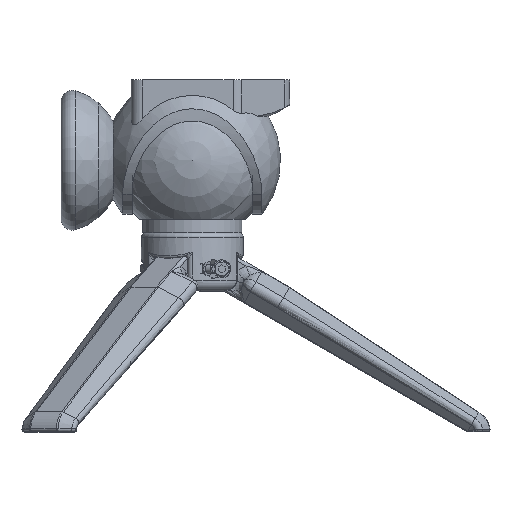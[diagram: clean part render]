
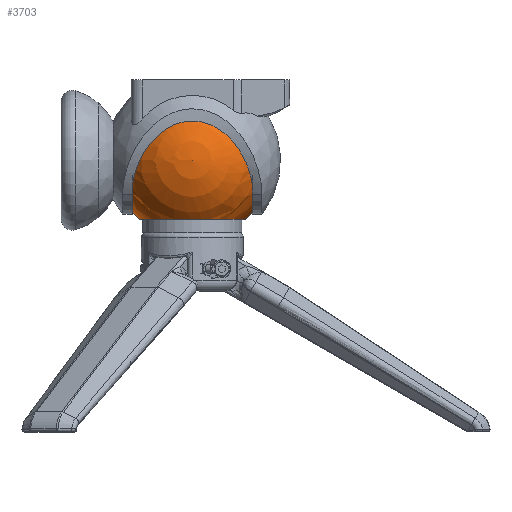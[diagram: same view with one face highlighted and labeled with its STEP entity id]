
A CAD part, top view. The second image highlights one B-rep face of the part: STEP entity #3703.
In plain terms, the highlighted spherical face has radius 35 mm.
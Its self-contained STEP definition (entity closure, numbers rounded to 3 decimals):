
#297=FACE_BOUND('',#1223,.T.);
#298=FACE_BOUND('',#1224,.T.);
#325=SPHERICAL_SURFACE('',#4019,35.);
#979=FACE_OUTER_BOUND('',#1222,.T.);
#1222=EDGE_LOOP('',(#2576,#2577,#2578,#2579,#2580,#2581));
#1223=EDGE_LOOP('',(#2582));
#1224=EDGE_LOOP('',(#2583));
#1494=CIRCLE('',#4020,22.864);
#1495=CIRCLE('',#4021,35.);
#1496=CIRCLE('',#4022,22.864);
#1497=CIRCLE('',#4023,35.);
#1498=CIRCLE('',#4024,22.864);
#1499=CIRCLE('',#4025,23.431);
#1653=VERTEX_POINT('',#5662);
#1654=VERTEX_POINT('',#5663);
#1655=VERTEX_POINT('',#5665);
#1656=VERTEX_POINT('',#5668);
#1657=VERTEX_POINT('',#5670);
#1658=VERTEX_POINT('',#5672);
#2002=EDGE_CURVE('',#1653,#1654,#1494,.T.);
#2003=EDGE_CURVE('',#1654,#1655,#1495,.T.);
#2004=EDGE_CURVE('',#1654,#1653,#1496,.T.);
#2005=EDGE_CURVE('',#1656,#1653,#1497,.T.);
#2006=EDGE_CURVE('',#1657,#1657,#1498,.T.);
#2007=EDGE_CURVE('',#1658,#1658,#1499,.T.);
#2576=ORIENTED_EDGE('',*,*,#2002,.T.);
#2577=ORIENTED_EDGE('',*,*,#2003,.T.);
#2578=ORIENTED_EDGE('',*,*,#2003,.F.);
#2579=ORIENTED_EDGE('',*,*,#2004,.T.);
#2580=ORIENTED_EDGE('',*,*,#2005,.F.);
#2581=ORIENTED_EDGE('',*,*,#2005,.T.);
#2582=ORIENTED_EDGE('',*,*,#2006,.T.);
#2583=ORIENTED_EDGE('',*,*,#2007,.T.);
#3703=ADVANCED_FACE('',(#979,#297,#298),#325,.T.);
#4019=AXIS2_PLACEMENT_3D('',#5661,#4488,#4489);
#4020=AXIS2_PLACEMENT_3D('',#5664,#4490,#4491);
#4021=AXIS2_PLACEMENT_3D('',#5666,#4492,#4493);
#4022=AXIS2_PLACEMENT_3D('',#5667,#4494,#4495);
#4023=AXIS2_PLACEMENT_3D('',#5669,#4496,#4497);
#4024=AXIS2_PLACEMENT_3D('',#5671,#4498,#4499);
#4025=AXIS2_PLACEMENT_3D('',#5673,#4500,#4501);
#4488=DIRECTION('center_axis',(0.,0.,1.));
#4489=DIRECTION('ref_axis',(1.,0.,0.));
#4490=DIRECTION('center_axis',(1.,0.,0.));
#4491=DIRECTION('ref_axis',(0.,0.,-1.));
#4492=DIRECTION('center_axis',(0.,-1.,0.));
#4493=DIRECTION('ref_axis',(-1.,0.,0.));
#4494=DIRECTION('center_axis',(1.,0.,0.));
#4495=DIRECTION('ref_axis',(0.,0.,-1.));
#4496=DIRECTION('center_axis',(0.,-1.,0.));
#4497=DIRECTION('ref_axis',(-1.,0.,0.));
#4498=DIRECTION('center_axis',(-1.,0.,0.));
#4499=DIRECTION('ref_axis',(0.,0.,1.));
#4500=DIRECTION('center_axis',(0.,1.,0.));
#4501=DIRECTION('ref_axis',(0.,0.,1.));
#5661=CARTESIAN_POINT('Origin',(0.,32.,0.));
#5662=CARTESIAN_POINT('',(-26.5,32.,22.864));
#5663=CARTESIAN_POINT('',(-26.5,32.,-22.864));
#5664=CARTESIAN_POINT('Origin',(-26.5,32.,0.));
#5665=CARTESIAN_POINT('',(0.,32.,-35.));
#5666=CARTESIAN_POINT('Origin',(0.,32.,0.));
#5667=CARTESIAN_POINT('Origin',(-26.5,32.,0.));
#5668=CARTESIAN_POINT('',(0.,32.,35.));
#5669=CARTESIAN_POINT('Origin',(0.,32.,0.));
#5670=CARTESIAN_POINT('',(26.5,32.,-22.864));
#5671=CARTESIAN_POINT('Origin',(26.5,32.,0.));
#5672=CARTESIAN_POINT('',(0.,6.,-23.431));
#5673=CARTESIAN_POINT('Origin',(0.,6.,0.));
